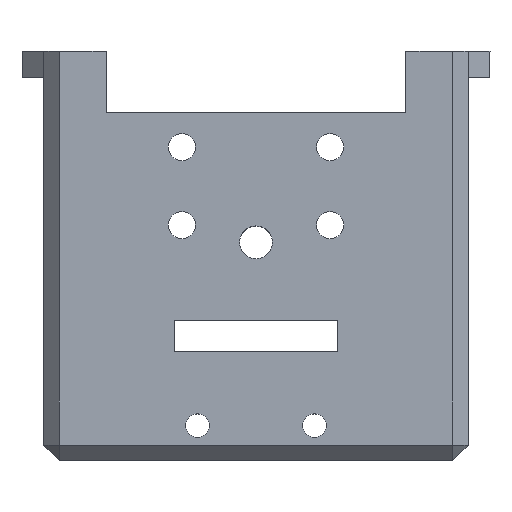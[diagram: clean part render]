
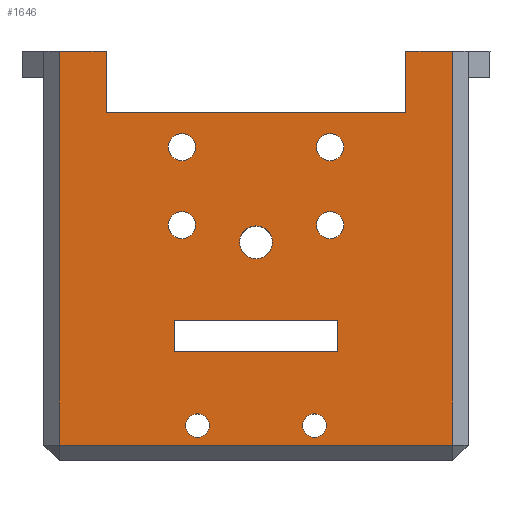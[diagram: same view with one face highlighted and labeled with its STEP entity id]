
A CAD part, top view. The second image highlights one B-rep face of the part: STEP entity #1646.
In plain terms, the highlighted planar face has unit normal (0, 0, 1).
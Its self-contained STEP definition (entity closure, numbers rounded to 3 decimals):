
#22=FACE_BOUND('',#227,.T.);
#23=FACE_BOUND('',#228,.T.);
#24=FACE_BOUND('',#229,.T.);
#25=FACE_BOUND('',#230,.T.);
#26=FACE_BOUND('',#231,.T.);
#27=FACE_BOUND('',#232,.T.);
#28=FACE_BOUND('',#233,.T.);
#29=FACE_BOUND('',#234,.T.);
#58=CIRCLE('',#1761,2.1);
#59=CIRCLE('',#1762,1.75);
#60=CIRCLE('',#1763,1.75);
#61=CIRCLE('',#1764,1.75);
#62=CIRCLE('',#1765,1.75);
#63=CIRCLE('',#1766,1.5);
#64=CIRCLE('',#1767,1.5);
#136=FACE_OUTER_BOUND('',#226,.T.);
#226=EDGE_LOOP('',(#1293,#1294,#1295,#1296,#1297,#1298,#1299,#1300));
#227=EDGE_LOOP('',(#1301,#1302,#1303,#1304));
#228=EDGE_LOOP('',(#1305));
#229=EDGE_LOOP('',(#1306));
#230=EDGE_LOOP('',(#1307));
#231=EDGE_LOOP('',(#1308));
#232=EDGE_LOOP('',(#1309));
#233=EDGE_LOOP('',(#1310));
#234=EDGE_LOOP('',(#1311));
#288=LINE('',#2259,#487);
#291=LINE('',#2265,#490);
#294=LINE('',#2271,#493);
#297=LINE('',#2275,#496);
#312=LINE('',#2338,#511);
#334=LINE('',#2387,#533);
#412=LINE('',#2546,#611);
#417=LINE('',#2555,#616);
#422=LINE('',#2566,#621);
#429=LINE('',#2578,#628);
#431=LINE('',#2583,#630);
#432=LINE('',#2584,#631);
#487=VECTOR('',#1822,10.);
#490=VECTOR('',#1827,10.);
#493=VECTOR('',#1832,10.);
#496=VECTOR('',#1837,10.);
#511=VECTOR('',#1896,10.);
#533=VECTOR('',#1934,10.);
#611=VECTOR('',#2052,10.);
#616=VECTOR('',#2061,10.);
#621=VECTOR('',#2070,10.);
#628=VECTOR('',#2081,10.);
#630=VECTOR('',#2087,10.);
#631=VECTOR('',#2088,10.);
#686=VERTEX_POINT('',#2256);
#687=VERTEX_POINT('',#2258);
#689=VERTEX_POINT('',#2264);
#691=VERTEX_POINT('',#2270);
#712=VERTEX_POINT('',#2335);
#713=VERTEX_POINT('',#2337);
#731=VERTEX_POINT('',#2384);
#732=VERTEX_POINT('',#2386);
#786=VERTEX_POINT('',#2528);
#789=VERTEX_POINT('',#2535);
#792=VERTEX_POINT('',#2542);
#799=VERTEX_POINT('',#2564);
#804=VERTEX_POINT('',#2585);
#805=VERTEX_POINT('',#2587);
#806=VERTEX_POINT('',#2589);
#807=VERTEX_POINT('',#2591);
#808=VERTEX_POINT('',#2593);
#809=VERTEX_POINT('',#2595);
#810=VERTEX_POINT('',#2597);
#837=EDGE_CURVE('',#687,#686,#288,.T.);
#840=EDGE_CURVE('',#689,#687,#291,.T.);
#843=EDGE_CURVE('',#691,#689,#294,.T.);
#846=EDGE_CURVE('',#686,#691,#297,.T.);
#874=EDGE_CURVE('',#713,#712,#312,.T.);
#898=EDGE_CURVE('',#731,#732,#334,.T.);
#976=EDGE_CURVE('',#789,#792,#412,.T.);
#981=EDGE_CURVE('',#786,#789,#417,.T.);
#986=EDGE_CURVE('',#799,#786,#422,.T.);
#993=EDGE_CURVE('',#731,#792,#429,.T.);
#996=EDGE_CURVE('',#713,#799,#431,.T.);
#997=EDGE_CURVE('',#732,#712,#432,.T.);
#998=EDGE_CURVE('',#804,#804,#58,.T.);
#999=EDGE_CURVE('',#805,#805,#59,.T.);
#1000=EDGE_CURVE('',#806,#806,#60,.T.);
#1001=EDGE_CURVE('',#807,#807,#61,.T.);
#1002=EDGE_CURVE('',#808,#808,#62,.T.);
#1003=EDGE_CURVE('',#809,#809,#63,.T.);
#1004=EDGE_CURVE('',#810,#810,#64,.T.);
#1293=ORIENTED_EDGE('',*,*,#976,.F.);
#1294=ORIENTED_EDGE('',*,*,#981,.F.);
#1295=ORIENTED_EDGE('',*,*,#986,.F.);
#1296=ORIENTED_EDGE('',*,*,#996,.F.);
#1297=ORIENTED_EDGE('',*,*,#874,.T.);
#1298=ORIENTED_EDGE('',*,*,#997,.F.);
#1299=ORIENTED_EDGE('',*,*,#898,.F.);
#1300=ORIENTED_EDGE('',*,*,#993,.T.);
#1301=ORIENTED_EDGE('',*,*,#843,.T.);
#1302=ORIENTED_EDGE('',*,*,#840,.T.);
#1303=ORIENTED_EDGE('',*,*,#837,.T.);
#1304=ORIENTED_EDGE('',*,*,#846,.T.);
#1305=ORIENTED_EDGE('',*,*,#998,.T.);
#1306=ORIENTED_EDGE('',*,*,#999,.T.);
#1307=ORIENTED_EDGE('',*,*,#1000,.T.);
#1308=ORIENTED_EDGE('',*,*,#1001,.T.);
#1309=ORIENTED_EDGE('',*,*,#1002,.T.);
#1310=ORIENTED_EDGE('',*,*,#1003,.T.);
#1311=ORIENTED_EDGE('',*,*,#1004,.T.);
#1572=PLANE('',#1760);
#1646=ADVANCED_FACE('',(#136,#22,#23,#24,#25,#26,#27,#28,#29),#1572,.T.);
#1760=AXIS2_PLACEMENT_3D('',#2582,#2085,#2086);
#1761=AXIS2_PLACEMENT_3D('',#2586,#2089,#2090);
#1762=AXIS2_PLACEMENT_3D('',#2588,#2091,#2092);
#1763=AXIS2_PLACEMENT_3D('',#2590,#2093,#2094);
#1764=AXIS2_PLACEMENT_3D('',#2592,#2095,#2096);
#1765=AXIS2_PLACEMENT_3D('',#2594,#2097,#2098);
#1766=AXIS2_PLACEMENT_3D('',#2596,#2099,#2100);
#1767=AXIS2_PLACEMENT_3D('',#2598,#2101,#2102);
#1822=DIRECTION('',(0.,-1.,0.));
#1827=DIRECTION('',(1.,0.,0.));
#1832=DIRECTION('',(0.,1.,0.));
#1837=DIRECTION('',(-1.,0.,0.));
#1896=DIRECTION('',(0.,-1.,0.));
#1934=DIRECTION('',(0.,-1.,0.));
#2052=DIRECTION('',(0.,1.,0.));
#2061=DIRECTION('',(-1.,0.,0.));
#2070=DIRECTION('',(0.,-1.,0.));
#2081=DIRECTION('',(-1.,0.,0.));
#2085=DIRECTION('center_axis',(0.,0.,1.));
#2086=DIRECTION('ref_axis',(-1.,0.,0.));
#2087=DIRECTION('',(1.,0.,0.));
#2088=DIRECTION('',(1.,0.,0.));
#2089=DIRECTION('center_axis',(0.,0.,-1.));
#2090=DIRECTION('ref_axis',(1.,0.,0.));
#2091=DIRECTION('center_axis',(0.,0.,-1.));
#2092=DIRECTION('ref_axis',(1.,0.,0.));
#2093=DIRECTION('center_axis',(0.,0.,-1.));
#2094=DIRECTION('ref_axis',(1.,0.,0.));
#2095=DIRECTION('center_axis',(0.,0.,-1.));
#2096=DIRECTION('ref_axis',(1.,0.,0.));
#2097=DIRECTION('center_axis',(0.,0.,-1.));
#2098=DIRECTION('ref_axis',(1.,0.,0.));
#2099=DIRECTION('center_axis',(0.,0.,-1.));
#2100=DIRECTION('ref_axis',(1.,0.,0.));
#2101=DIRECTION('center_axis',(0.,0.,-1.));
#2102=DIRECTION('ref_axis',(1.,0.,0.));
#2256=CARTESIAN_POINT('',(10.5,-31.,72.));
#2258=CARTESIAN_POINT('',(10.5,-27.,72.));
#2259=CARTESIAN_POINT('',(10.5,-22.875,72.));
#2264=CARTESIAN_POINT('',(-10.5,-27.,72.));
#2265=CARTESIAN_POINT('',(-5.25,-27.,72.));
#2270=CARTESIAN_POINT('',(-10.5,-31.,72.));
#2271=CARTESIAN_POINT('',(-10.5,-24.875,72.));
#2275=CARTESIAN_POINT('',(5.25,-31.,72.));
#2335=CARTESIAN_POINT('',(19.2,-0.4,72.));
#2337=CARTESIAN_POINT('',(19.2,7.5,72.));
#2338=CARTESIAN_POINT('',(19.2,4.,72.));
#2384=CARTESIAN_POINT('',(-19.2,7.5,72.));
#2386=CARTESIAN_POINT('',(-19.2,-0.4,72.));
#2387=CARTESIAN_POINT('',(-19.2,0.,72.));
#2528=CARTESIAN_POINT('',(25.2,-43.,72.));
#2535=CARTESIAN_POINT('',(-25.2,-43.,72.));
#2542=CARTESIAN_POINT('',(-25.2,7.5,72.));
#2546=CARTESIAN_POINT('',(-25.2,-31.875,72.));
#2555=CARTESIAN_POINT('',(13.6,-43.,72.));
#2564=CARTESIAN_POINT('',(25.2,7.5,72.));
#2566=CARTESIAN_POINT('',(25.2,-5.625,72.));
#2578=CARTESIAN_POINT('',(-19.2,7.5,72.));
#2582=CARTESIAN_POINT('Origin',(0.,-18.75,
72.));
#2583=CARTESIAN_POINT('',(19.2,7.5,72.));
#2584=CARTESIAN_POINT('',(-19.2,-0.4,72.));
#2585=CARTESIAN_POINT('',(-2.1,-17.,72.));
#2586=CARTESIAN_POINT('Origin',(0.,-17.,72.));
#2587=CARTESIAN_POINT('',(7.75,-14.8,72.));
#2588=CARTESIAN_POINT('Origin',(9.5,-14.8,72.));
#2589=CARTESIAN_POINT('',(-11.25,-14.8,72.));
#2590=CARTESIAN_POINT('Origin',(-9.5,-14.8,72.));
#2591=CARTESIAN_POINT('',(-11.25,-4.8,72.));
#2592=CARTESIAN_POINT('Origin',(-9.5,-4.8,72.));
#2593=CARTESIAN_POINT('',(7.75,-4.8,72.));
#2594=CARTESIAN_POINT('Origin',(9.5,-4.8,72.));
#2595=CARTESIAN_POINT('',(6.,-40.5,72.));
#2596=CARTESIAN_POINT('Origin',(7.5,-40.5,72.));
#2597=CARTESIAN_POINT('',(-9.,-40.5,72.));
#2598=CARTESIAN_POINT('Origin',(-7.5,-40.5,72.));
